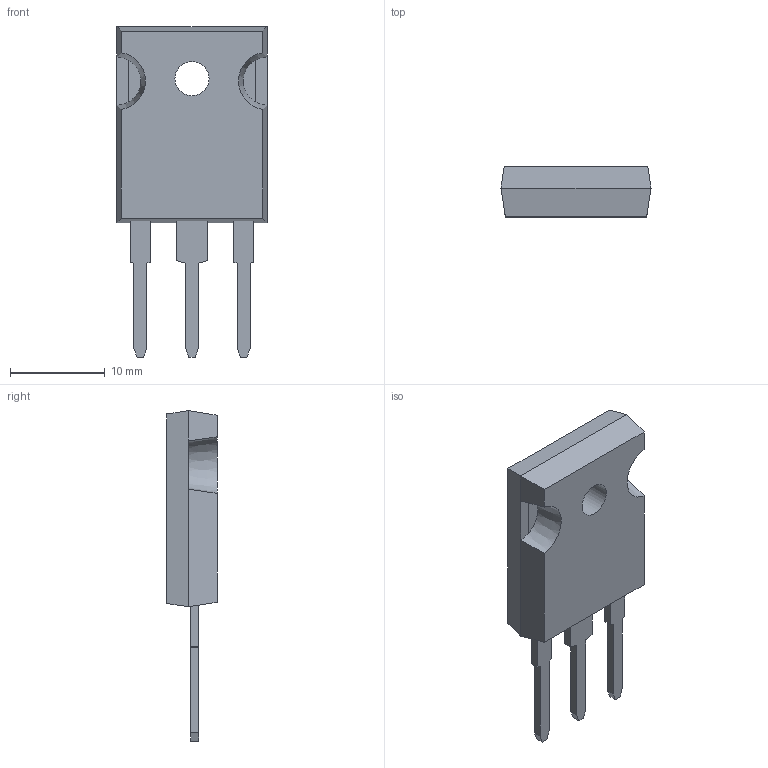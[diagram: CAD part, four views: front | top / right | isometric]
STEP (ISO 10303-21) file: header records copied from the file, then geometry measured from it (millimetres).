
FILE_DESCRIPTION(('STEP AP214'), '1');
FILE_NAME('TO-247AC', '', ('UNSPECIFIED'), ('UNSPECIFIED'), 'ASCON STEP Converter 1.3', 'ASCON Math Kernel', '');
FILE_SCHEMA(('AUTOMOTIVE_DESIGN { 1 0 10303 214 3 1 1}'));
Length unit declared in the file: millimetre
Bounding box: 15.85 x 5.3 x 34.9 mm (x, y, z)
Volume: 1600.9 mm3; surface area: 1869.6 mm2
Topology: 5 solids, 5 shells, 71 faces, 177 edges, 114 vertices
Faces by surface type: plane 62, cylinder 7, cone 2
Full cylindrical faces by diameter (mm): 3.6 x1, 4.25 x2
Entity records: 2730 total; most frequent: CARTESIAN_POINT 384, ORIENTED_EDGE 348, DIRECTION 336, EDGE_CURVE 174, LINE 148, VECTOR 148, VERTEX_POINT 114, AXIS2_PLACEMENT_3D 94
